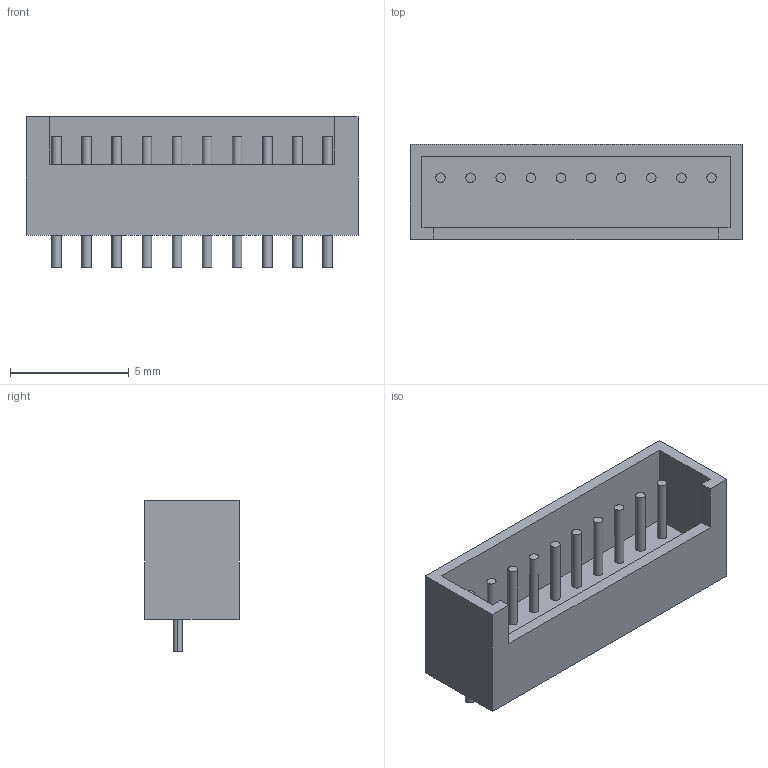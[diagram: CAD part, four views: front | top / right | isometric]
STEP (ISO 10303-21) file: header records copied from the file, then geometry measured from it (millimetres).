
FILE_DESCRIPTION (( 'STEP AP214' ), '1' );
FILE_NAME ('XH-12A-1P27MM.STEP', '2016-09-13T07:55:22', ( '' ), ( '' ), 'SwSTEP 2.0', 'SolidWorks 2016', '' );
FILE_SCHEMA (( 'AUTOMOTIVE_DESIGN' ));
Length unit declared in the file: millimetre
Products named in the file (1): XH-12A-1P27MM
Bounding box: 14 x 4 x 6.35 mm (x, y, z)
Volume: 132.8 mm3; surface area: 412.7 mm2
Topology: 1 solids, 1 shells, 74 faces, 156 edges, 104 vertices
Faces by surface type: cylinder 40, plane 34
Entity records: 2054 total; most frequent: DIRECTION 386, CARTESIAN_POINT 335, ORIENTED_EDGE 312, EDGE_CURVE 156, AXIS2_PLACEMENT_3D 155, VERTEX_POINT 104, EDGE_LOOP 94, CIRCLE 80
